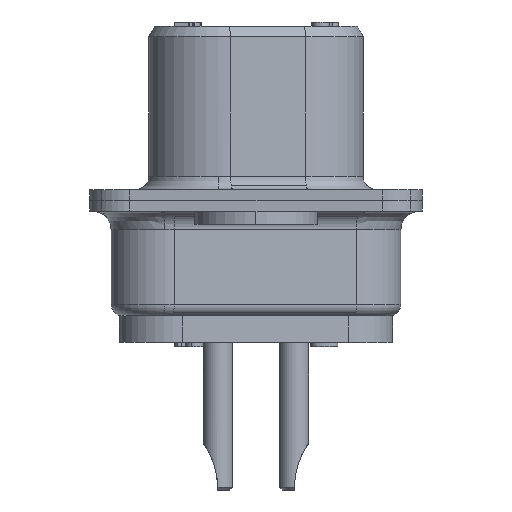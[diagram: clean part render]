
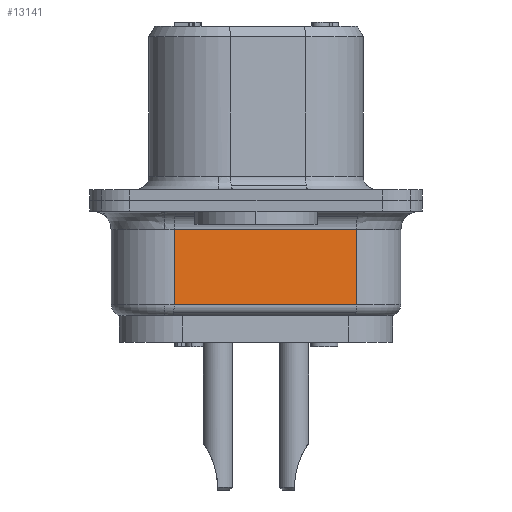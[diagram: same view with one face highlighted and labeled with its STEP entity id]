
A CAD part, left-side view. The second image highlights one B-rep face of the part: STEP entity #13141.
In plain terms, the highlighted planar face has unit normal (-0.985, -0.174, 0).
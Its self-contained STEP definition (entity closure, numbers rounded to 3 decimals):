
#12667=CARTESIAN_POINT('',(-9.57,3.053,-1.1));
#12668=VERTEX_POINT('',#12667);
#12922=CARTESIAN_POINT('',(-8.371,-3.747,-1.1));
#12923=VERTEX_POINT('',#12922);
#12924=CARTESIAN_POINT('',(-9.57,3.053,-1.1));
#12925=DIRECTION('',(0.174,-0.985,0.0));
#12926=VECTOR('',#12925,6.905);
#12927=LINE('',#12924,#12926);
#12928=EDGE_CURVE('',#12668,#12923,#12927,.T.);
#13092=CARTESIAN_POINT('',(-8.371,-3.747,-3.9));
#13093=VERTEX_POINT('',#13092);
#13094=CARTESIAN_POINT('',(-8.371,-3.747,-1.1));
#13095=DIRECTION('',(0.0,0.0,-1.0));
#13096=VECTOR('',#13095,2.8);
#13097=LINE('',#13094,#13096);
#13098=EDGE_CURVE('',#12923,#13093,#13097,.T.);
#13118=CARTESIAN_POINT('',(-9.57,3.053,0.0));
#13119=DIRECTION('',(-0.985,-0.174,0.0));
#13120=DIRECTION('',(0.0,0.0,1.0));
#13121=AXIS2_PLACEMENT_3D('',#13118,#13119,#13120);
#13122=PLANE('',#13121);
#13123=ORIENTED_EDGE('',*,*,#12928,.F.);
#13124=CARTESIAN_POINT('',(-9.57,3.053,-3.9));
#13125=VERTEX_POINT('',#13124);
#13126=CARTESIAN_POINT('',(-9.57,3.053,-1.1));
#13127=DIRECTION('',(0.0,0.0,-1.0));
#13128=VECTOR('',#13127,2.8);
#13129=LINE('',#13126,#13128);
#13130=EDGE_CURVE('',#12668,#13125,#13129,.T.);
#13131=ORIENTED_EDGE('',*,*,#13130,.T.);
#13132=CARTESIAN_POINT('',(-8.371,-3.747,-3.9));
#13133=DIRECTION('',(-0.174,0.985,0.0));
#13134=VECTOR('',#13133,6.905);
#13135=LINE('',#13132,#13134);
#13136=EDGE_CURVE('',#13093,#13125,#13135,.T.);
#13137=ORIENTED_EDGE('',*,*,#13136,.F.);
#13138=ORIENTED_EDGE('',*,*,#13098,.F.);
#13139=EDGE_LOOP('',(#13123,#13131,#13137,#13138));
#13140=FACE_OUTER_BOUND('',#13139,.T.);
#13141=ADVANCED_FACE('',(#13140),#13122,.T.);
